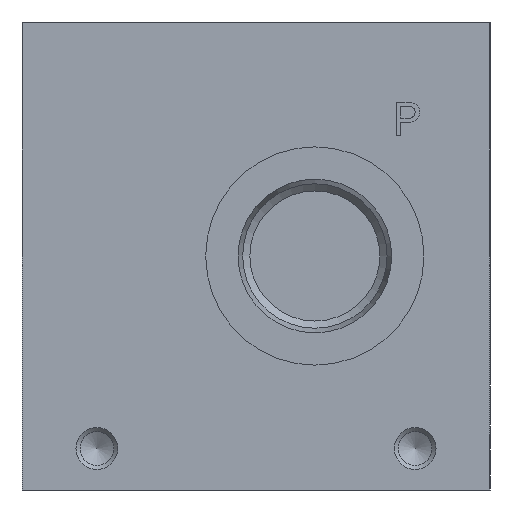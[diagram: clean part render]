
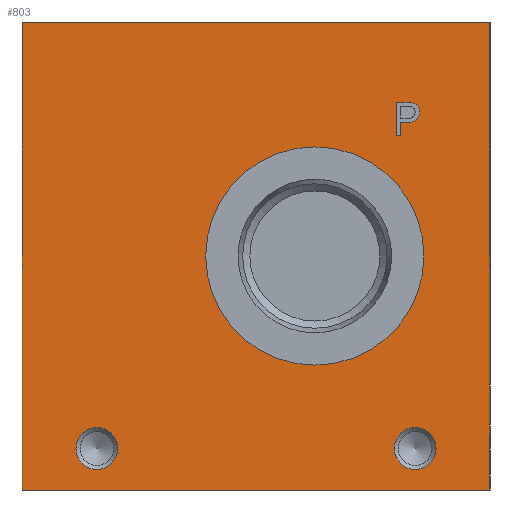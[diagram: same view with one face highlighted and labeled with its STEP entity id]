
A CAD part, left-side view. The second image highlights one B-rep face of the part: STEP entity #803.
In plain terms, the highlighted planar face has unit normal (-1, 0, 0).
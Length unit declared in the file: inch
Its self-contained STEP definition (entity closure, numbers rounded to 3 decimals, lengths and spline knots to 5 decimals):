
#803 = ADVANCED_FACE( '', ( #1779, #1780, #1781, #1782, #1783 ), #1784, .F. );
#1779 = FACE_BOUND( '', #2906, .T. );
#1780 = FACE_BOUND( '', #2907, .T. );
#1781 = FACE_BOUND( '', #2908, .T. );
#1782 = FACE_BOUND( '', #2909, .T. );
#1783 = FACE_OUTER_BOUND( '', #2910, .T. );
#1784 = PLANE( '', #2911 );
#2906 = EDGE_LOOP( '', ( #5007, #5008, #5009, #5010, #5011, #5012 ) );
#2907 = EDGE_LOOP( '', ( #5013 ) );
#2908 = EDGE_LOOP( '', ( #5014 ) );
#2909 = EDGE_LOOP( '', ( #5015 ) );
#2910 = EDGE_LOOP( '', ( #5016, #5017, #5018, #5019 ) );
#2911 = AXIS2_PLACEMENT_3D( '', #5020, #5021, #5022 );
#5007 = ORIENTED_EDGE( '', *, *, #6774, .F. );
#5008 = ORIENTED_EDGE( '', *, *, #6810, .F. );
#5009 = ORIENTED_EDGE( '', *, *, #6802, .F. );
#5010 = ORIENTED_EDGE( '', *, *, #6102, .F. );
#5011 = ORIENTED_EDGE( '', *, *, #6730, .F. );
#5012 = ORIENTED_EDGE( '', *, *, #6471, .F. );
#5013 = ORIENTED_EDGE( '', *, *, #6195, .T. );
#5014 = ORIENTED_EDGE( '', *, *, #6172, .T. );
#5015 = ORIENTED_EDGE( '', *, *, #6459, .T. );
#5016 = ORIENTED_EDGE( '', *, *, #6345, .F. );
#5017 = ORIENTED_EDGE( '', *, *, #6787, .F. );
#5018 = ORIENTED_EDGE( '', *, *, #6811, .F. );
#5019 = ORIENTED_EDGE( '', *, *, #6812, .F. );
#5020 = CARTESIAN_POINT( '', ( 0., 0., 0. ) );
#5021 = DIRECTION( '', ( 1., 0., 0. ) );
#5022 = DIRECTION( '', ( 0., 0., -1. ) );
#6102 = EDGE_CURVE( '', #7220, #7221, #7222, .T. );
#6172 = EDGE_CURVE( '', #7341, #7341, #7342, .T. );
#6195 = EDGE_CURVE( '', #7380, #7380, #7381, .T. );
#6345 = EDGE_CURVE( '', #7624, #7626, #7627, .T. );
#6459 = EDGE_CURVE( '', #7806, #7806, #7807, .T. );
#6471 = EDGE_CURVE( '', #7823, #7824, #7825, .T. );
#6730 = EDGE_CURVE( '', #7824, #7220, #8196, .T. );
#6774 = EDGE_CURVE( '', #8254, #7823, #8255, .T. );
#6787 = EDGE_CURVE( '', #8273, #7624, #8274, .T. );
#6802 = EDGE_CURVE( '', #7221, #8291, #8292, .T. );
#6810 = EDGE_CURVE( '', #8291, #8254, #8301, .T. );
#6811 = EDGE_CURVE( '', #8302, #8273, #8303, .T. );
#6812 = EDGE_CURVE( '', #7626, #8302, #8304, .T. );
#7220 = VERTEX_POINT( '', #8802 );
#7221 = VERTEX_POINT( '', #8803 );
#7222 = LINE( '', #8804, #8805 );
#7341 = VERTEX_POINT( '', #8967 );
#7342 = CIRCLE( '', #8968, 0.15625 );
#7380 = VERTEX_POINT( '', #9019 );
#7381 = CIRCLE( '', #9020, 0.15625 );
#7624 = VERTEX_POINT( '', #9335 );
#7626 = VERTEX_POINT( '', #9338 );
#7627 = LINE( '', #9339, #9340 );
#7806 = VERTEX_POINT( '', #9573 );
#7807 = CIRCLE( '', #9574, 0.816 );
#7823 = VERTEX_POINT( '', #9592 );
#7824 = VERTEX_POINT( '', #9593 );
#7825 = LINE( '', #9594, #9595 );
#8196 = CIRCLE( '', #10087, 0.07363 );
#8254 = VERTEX_POINT( '', #10162 );
#8255 = LINE( '', #10163, #10164 );
#8273 = VERTEX_POINT( '', #10190 );
#8274 = LINE( '', #10191, #10192 );
#8291 = VERTEX_POINT( '', #10213 );
#8292 = LINE( '', #10214, #10215 );
#8301 = LINE( '', #10226, #10227 );
#8302 = VERTEX_POINT( '', #10228 );
#8303 = LINE( '', #10229, #10230 );
#8304 = LINE( '', #10231, #10232 );
#8802 = CARTESIAN_POINT( '', ( 0., 0.59594, 2.89887 ) );
#8803 = CARTESIAN_POINT( '', ( 0., 0.7, 2.89887 ) );
#8804 = CARTESIAN_POINT( '', ( 0., 0.59594, 2.89887 ) );
#8805 = VECTOR( '', #10709, 39.37008 );
#8967 = CARTESIAN_POINT( '', ( 0., 2.94, 0.15375 ) );
#8968 = AXIS2_PLACEMENT_3D( '', #10786, #10787, #10788 );
#9019 = CARTESIAN_POINT( '', ( 0., 0.56, 0.15375 ) );
#9020 = AXIS2_PLACEMENT_3D( '', #10811, #10812, #10813 );
#9335 = CARTESIAN_POINT( '', ( 0., 3.5, 0. ) );
#9338 = CARTESIAN_POINT( '', ( 0., 3.5, 3.5 ) );
#9339 = CARTESIAN_POINT( '', ( 0., 3.5, 0. ) );
#9340 = VECTOR( '', #11001, 39.37008 );
#9573 = CARTESIAN_POINT( '', ( 0., 1.31, 0.934 ) );
#9574 = AXIS2_PLACEMENT_3D( '', #11146, #11147, #11148 );
#9592 = CARTESIAN_POINT( '', ( 0., 0.66709, 2.75178 ) );
#9593 = CARTESIAN_POINT( '', ( 0., 0.59214, 2.75203 ) );
#9594 = CARTESIAN_POINT( '', ( 0., 0.66709, 2.75178 ) );
#9595 = VECTOR( '', #11163, 39.37008 );
#10087 = AXIS2_PLACEMENT_3D( '', #11444, #11445, #11446 );
#10162 = CARTESIAN_POINT( '', ( 0., 0.66709, 2.65152 ) );
#10163 = CARTESIAN_POINT( '', ( 0., 0.66709, 2.65152 ) );
#10164 = VECTOR( '', #11491, 39.37008 );
#10190 = CARTESIAN_POINT( '', ( 0., 0., 0. ) );
#10191 = CARTESIAN_POINT( '', ( 0., 0., 0. ) );
#10192 = VECTOR( '', #11503, 39.37008 );
#10213 = CARTESIAN_POINT( '', ( 0., 0.7, 2.65152 ) );
#10214 = CARTESIAN_POINT( '', ( 0., 0.7, 2.89887 ) );
#10215 = VECTOR( '', #11520, 39.37008 );
#10226 = CARTESIAN_POINT( '', ( 0., 0.7, 2.65152 ) );
#10227 = VECTOR( '', #11526, 39.37008 );
#10228 = CARTESIAN_POINT( '', ( 0., 0., 3.5 ) );
#10229 = CARTESIAN_POINT( '', ( 0., 0., 3.5 ) );
#10230 = VECTOR( '', #11527, 39.37008 );
#10231 = CARTESIAN_POINT( '', ( 0., 3.5, 3.5 ) );
#10232 = VECTOR( '', #11528, 39.37008 );
#10709 = DIRECTION( '', ( 0., 1., 0. ) );
#10786 = CARTESIAN_POINT( '', ( 0., 2.94, 0.31 ) );
#10787 = DIRECTION( '', ( 1., 0., 0. ) );
#10788 = DIRECTION( '', ( 0., 0., -1. ) );
#10811 = CARTESIAN_POINT( '', ( 0., 0.56, 0.31 ) );
#10812 = DIRECTION( '', ( 1., 0., 0. ) );
#10813 = DIRECTION( '', ( 0., 0., -1. ) );
#11001 = DIRECTION( '', ( 0., 0., 1. ) );
#11146 = CARTESIAN_POINT( '', ( 0., 1.31, 1.75 ) );
#11147 = DIRECTION( '', ( 1., 0., 0. ) );
#11148 = DIRECTION( '', ( 0., 0., -1. ) );
#11163 = DIRECTION( '', ( 0., -1., 0.003 ) );
#11444 = CARTESIAN_POINT( '', ( 0., 0.59921, 2.82532 ) );
#11445 = DIRECTION( '', ( -1., 0., 0. ) );
#11446 = DIRECTION( '', ( 0., 0., 1. ) );
#11491 = DIRECTION( '', ( 0., 0., 1. ) );
#11503 = DIRECTION( '', ( 0., 1., 0. ) );
#11520 = DIRECTION( '', ( 0., 0., -1. ) );
#11526 = DIRECTION( '', ( 0., -1., 0. ) );
#11527 = DIRECTION( '', ( 0., 0., -1. ) );
#11528 = DIRECTION( '', ( 0., -1., 0. ) );
